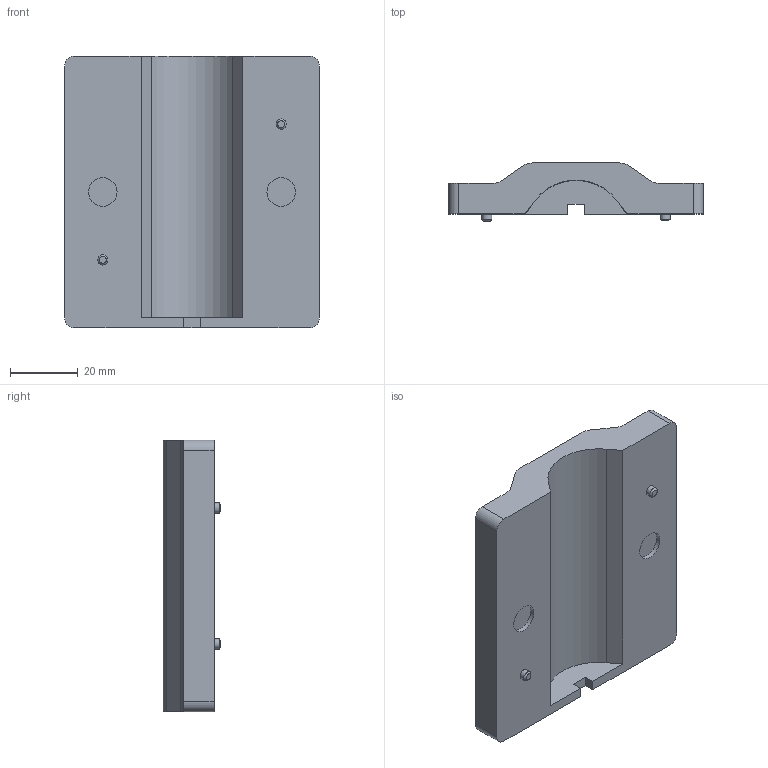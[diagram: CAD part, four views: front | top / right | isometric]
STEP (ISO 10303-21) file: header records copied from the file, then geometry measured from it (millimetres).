
FILE_DESCRIPTION(/* description */ (''),/* implementation_level */ '2;1');
FILE_NAME(/* name */ 'ΚΑΠΑΚΙ ΑΝΤΛΙΑΣ FINAL.stp',/* time_stamp */ '2024-03-01T18:34:33+02:00',/* author */ ('alexa'),/* organization */ (''),/* preprocessor_version */ 'ST-DEVELOPER v19',/* originating_system */ 'Autodesk Inventor 2023',/* authorisation */ '');
FILE_SCHEMA (('AUTOMOTIVE_DESIGN { 1 0 10303 214 3 1 1 }'));
Length unit declared in the file: millimetre
Products named in the file (1): ΚΑΠΑΚΙ ΑΝΤΛΙΑΣ 
FINAL
Bounding box: 75 x 17 x 80 mm (x, y, z)
Volume: 55669.1 mm3; surface area: 16138.7 mm2
Topology: 1 solids, 1 shells, 36 faces, 90 edges, 60 vertices
Faces by surface type: plane 21, cylinder 13, cone 2
Full cylindrical faces by diameter (mm): 3 x2, 8.4 x2
Entity records: 1127 total; most frequent: DIRECTION 194, CARTESIAN_POINT 187, ORIENTED_EDGE 180, EDGE_CURVE 90, AXIS2_PLACEMENT_3D 67, LINE 60, VECTOR 60, VERTEX_POINT 60
